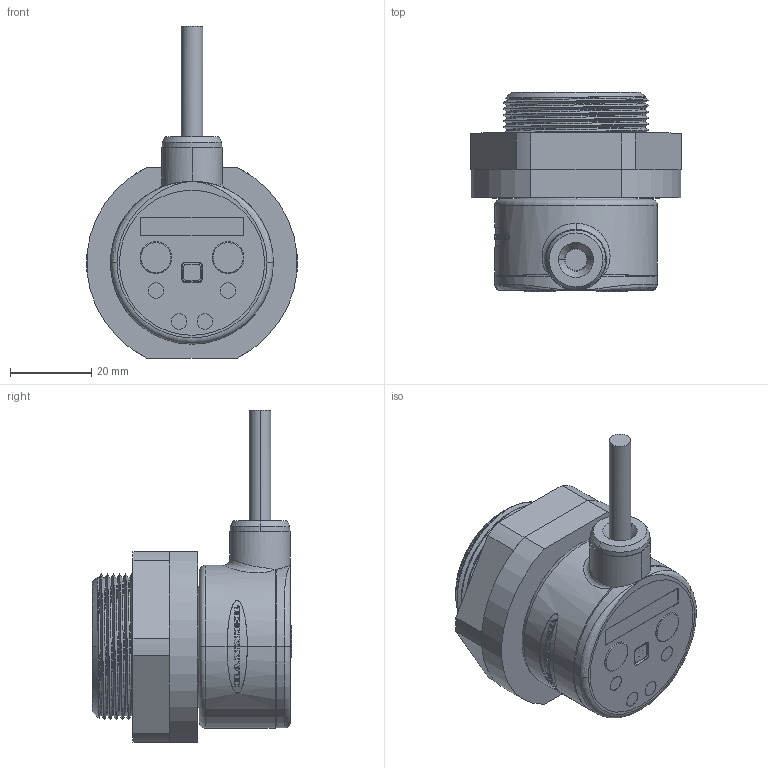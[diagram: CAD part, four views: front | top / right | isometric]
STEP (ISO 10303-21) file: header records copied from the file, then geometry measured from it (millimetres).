
FILE_DESCRIPTION((''),'2;1');
FILE_NAME('188683_ASM','2016-01-14T',('pdmadmin'),(''),'PRO/ENGINEER BY PARAMETRIC TECHNOLOGY CORPORATION, 2013230','PRO/ENGINEER BY PARAMETRIC TECHNOLOGY CORPORATION, 2013230','');
FILE_SCHEMA(('CONFIG_CONTROL_DESIGN'));
Products named in the file (14): 63232_AF0; 53062; 53062_MATCHING_LAYER; 53062_ASM; 70682_AF0_ASM; 32626; 53949_75868_AF0; 53886; 53888; 55963_ASM; 69966; 119872; 119874; 188683_ASM
Assembly tree (13 placements, depth 4):
  188683_ASM
    70682_AF0_ASM
      63232_AF0
      53062_ASM
        53062
        53062_MATCHING_LAYER
    32626
    53949_75868_AF0
    55963_ASM
      53886
      53888
    69966
    119872
    119874
Bounding box: 51.98 x 49.12 x 81.92 mm (x, y, z)
Volume: 36615.3 mm3; surface area: 43725.9 mm2
Topology: 10 solids, 11 shells, 665 faces, 1736 edges, 1136 vertices
Faces by surface type: cylinder 364, plane 208, bspline 50, torus 25, cone 16, extrusion 2
Entity records: 37930 total; most frequent: CARTESIAN_POINT 22092, ORIENTED_EDGE 3464, DIRECTION 2885, EDGE_CURVE 1734, VERTEX_POINT 1136, AXIS2_PLACEMENT_3D 1086, EDGE_LOOP 737, VECTOR 713
